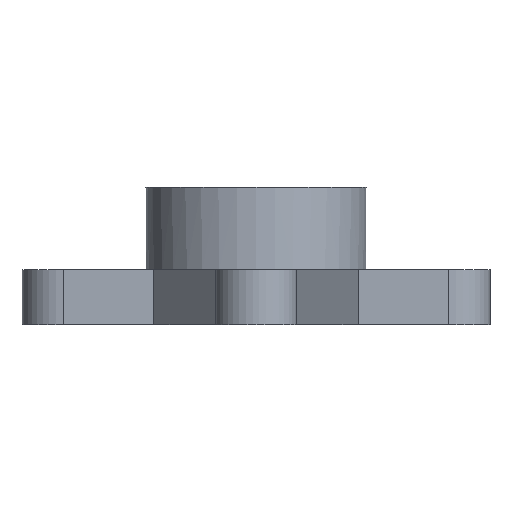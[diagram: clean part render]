
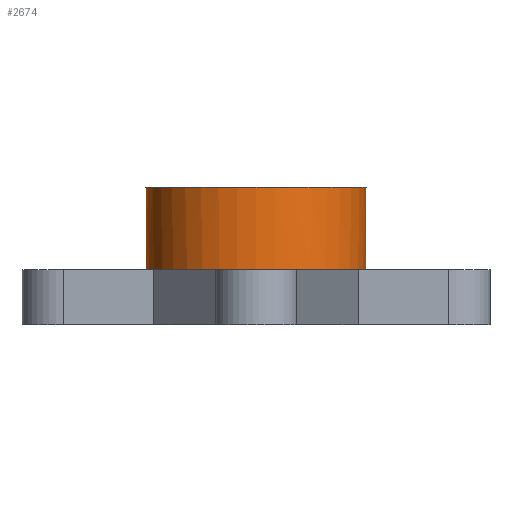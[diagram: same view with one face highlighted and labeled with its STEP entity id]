
A CAD part, left-side view. The second image highlights one B-rep face of the part: STEP entity #2674.
In plain terms, the highlighted cylindrical face has radius 4 mm (diameter 8 mm), a full revolution.
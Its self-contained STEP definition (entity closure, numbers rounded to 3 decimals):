
#84 = PLANE('',#85);
#85 = AXIS2_PLACEMENT_3D('',#86,#87,#88);
#86 = CARTESIAN_POINT('',(-15.24,1.481,2.));
#87 = DIRECTION('',(0.,0.,-1.));
#88 = DIRECTION('',(-1.,0.,0.));
#164 = VERTEX_POINT('',#165);
#165 = CARTESIAN_POINT('',(-1.5,3.708,2.));
#241 = VERTEX_POINT('',#242);
#242 = CARTESIAN_POINT('',(-1.5,-3.708,2.));
#1203 = EDGE_CURVE('',#241,#164,#1204,.T.);
#1204 = SURFACE_CURVE('',#1205,(#1210,#1217),.PCURVE_S1.);
#1205 = CIRCLE('',#1206,4.);
#1206 = AXIS2_PLACEMENT_3D('',#1207,#1208,#1209);
#1207 = CARTESIAN_POINT('',(0.,0.,2.));
#1208 = DIRECTION('',(0.,0.,-1.));
#1209 = DIRECTION('',(1.,0.,0.));
#1210 = PCURVE('',#84,#1211);
#1211 = DEFINITIONAL_REPRESENTATION('',(#1212),#1216);
#1212 = CIRCLE('',#1213,4.);
#1213 = AXIS2_PLACEMENT_2D('',#1214,#1215);
#1214 = CARTESIAN_POINT('',(-15.24,-1.481));
#1215 = DIRECTION('',(-1.,0.));
#1216 = ( GEOMETRIC_REPRESENTATION_CONTEXT(2) 
PARAMETRIC_REPRESENTATION_CONTEXT() REPRESENTATION_CONTEXT('2D SPACE',''
  ) );
#1217 = PCURVE('',#1218,#1223);
#1218 = CYLINDRICAL_SURFACE('',#1219,4.);
#1219 = AXIS2_PLACEMENT_3D('',#1220,#1221,#1222);
#1220 = CARTESIAN_POINT('',(0.,0.,0.));
#1221 = DIRECTION('',(-0.,-0.,-1.));
#1222 = DIRECTION('',(1.,0.,0.));
#1223 = DEFINITIONAL_REPRESENTATION('',(#1224),#1228);
#1224 = LINE('',#1225,#1226);
#1225 = CARTESIAN_POINT('',(-6.283,-2.));
#1226 = VECTOR('',#1227,1.);
#1227 = DIRECTION('',(1.,-0.));
#1228 = ( GEOMETRIC_REPRESENTATION_CONTEXT(2) 
PARAMETRIC_REPRESENTATION_CONTEXT() REPRESENTATION_CONTEXT('2D SPACE',''
  ) );
#1431 = PLANE('',#1432);
#1432 = AXIS2_PLACEMENT_3D('',#1433,#1434,#1435);
#1433 = CARTESIAN_POINT('',(-15.24,1.481,2.));
#1434 = DIRECTION('',(0.,0.,-1.));
#1435 = DIRECTION('',(-1.,0.,0.));
#1505 = PLANE('',#1506);
#1506 = AXIS2_PLACEMENT_3D('',#1507,#1508,#1509);
#1507 = CARTESIAN_POINT('',(-15.24,1.481,2.));
#1508 = DIRECTION('',(0.,0.,-1.));
#1509 = DIRECTION('',(-1.,0.,0.));
#1632 = VERTEX_POINT('',#1633);
#1633 = CARTESIAN_POINT('',(1.5,3.708,2.));
#1680 = VERTEX_POINT('',#1681);
#1681 = CARTESIAN_POINT('',(1.5,-3.708,2.));
#1745 = PLANE('',#1746);
#1746 = AXIS2_PLACEMENT_3D('',#1747,#1748,#1749);
#1747 = CARTESIAN_POINT('',(-15.24,1.481,2.));
#1748 = DIRECTION('',(0.,0.,-1.));
#1749 = DIRECTION('',(-1.,0.,0.));
#2674 = ADVANCED_FACE('',(#2675),#1218,.T.);
#2675 = FACE_BOUND('',#2676,.F.);
#2676 = EDGE_LOOP('',(#2677,#2701,#2724,#2755,#2756,#2778,#2800,#2801));
#2677 = ORIENTED_EDGE('',*,*,#2678,.T.);
#2678 = EDGE_CURVE('',#1632,#2679,#2681,.T.);
#2679 = VERTEX_POINT('',#2680);
#2680 = CARTESIAN_POINT('',(4.,0.,2.));
#2681 = SURFACE_CURVE('',#2682,(#2687,#2694),.PCURVE_S1.);
#2682 = CIRCLE('',#2683,4.);
#2683 = AXIS2_PLACEMENT_3D('',#2684,#2685,#2686);
#2684 = CARTESIAN_POINT('',(0.,0.,2.));
#2685 = DIRECTION('',(0.,0.,-1.));
#2686 = DIRECTION('',(1.,0.,0.));
#2687 = PCURVE('',#1218,#2688);
#2688 = DEFINITIONAL_REPRESENTATION('',(#2689),#2693);
#2689 = LINE('',#2690,#2691);
#2690 = CARTESIAN_POINT('',(-6.283,-2.));
#2691 = VECTOR('',#2692,1.);
#2692 = DIRECTION('',(1.,-0.));
#2693 = ( GEOMETRIC_REPRESENTATION_CONTEXT(2) 
PARAMETRIC_REPRESENTATION_CONTEXT() REPRESENTATION_CONTEXT('2D SPACE',''
  ) );
#2694 = PCURVE('',#1745,#2695);
#2695 = DEFINITIONAL_REPRESENTATION('',(#2696),#2700);
#2696 = CIRCLE('',#2697,4.);
#2697 = AXIS2_PLACEMENT_2D('',#2698,#2699);
#2698 = CARTESIAN_POINT('',(-15.24,-1.481));
#2699 = DIRECTION('',(-1.,0.));
#2700 = ( GEOMETRIC_REPRESENTATION_CONTEXT(2) 
PARAMETRIC_REPRESENTATION_CONTEXT() REPRESENTATION_CONTEXT('2D SPACE',''
  ) );
#2701 = ORIENTED_EDGE('',*,*,#2702,.T.);
#2702 = EDGE_CURVE('',#2679,#2703,#2705,.T.);
#2703 = VERTEX_POINT('',#2704);
#2704 = CARTESIAN_POINT('',(4.,0.,5.));
#2705 = SEAM_CURVE('',#2706,(#2710,#2717),.PCURVE_S1.);
#2706 = LINE('',#2707,#2708);
#2707 = CARTESIAN_POINT('',(4.,0.,0.));
#2708 = VECTOR('',#2709,1.);
#2709 = DIRECTION('',(0.,0.,1.));
#2710 = PCURVE('',#1218,#2711);
#2711 = DEFINITIONAL_REPRESENTATION('',(#2712),#2716);
#2712 = LINE('',#2713,#2714);
#2713 = CARTESIAN_POINT('',(-6.283,0.));
#2714 = VECTOR('',#2715,1.);
#2715 = DIRECTION('',(-0.,-1.));
#2716 = ( GEOMETRIC_REPRESENTATION_CONTEXT(2) 
PARAMETRIC_REPRESENTATION_CONTEXT() REPRESENTATION_CONTEXT('2D SPACE',''
  ) );
#2717 = PCURVE('',#1218,#2718);
#2718 = DEFINITIONAL_REPRESENTATION('',(#2719),#2723);
#2719 = LINE('',#2720,#2721);
#2720 = CARTESIAN_POINT('',(-0.,0.));
#2721 = VECTOR('',#2722,1.);
#2722 = DIRECTION('',(-0.,-1.));
#2723 = ( GEOMETRIC_REPRESENTATION_CONTEXT(2) 
PARAMETRIC_REPRESENTATION_CONTEXT() REPRESENTATION_CONTEXT('2D SPACE',''
  ) );
#2724 = ORIENTED_EDGE('',*,*,#2725,.T.);
#2725 = EDGE_CURVE('',#2703,#2703,#2726,.T.);
#2726 = SURFACE_CURVE('',#2727,(#2732,#2739),.PCURVE_S1.);
#2727 = CIRCLE('',#2728,4.);
#2728 = AXIS2_PLACEMENT_3D('',#2729,#2730,#2731);
#2729 = CARTESIAN_POINT('',(0.,0.,5.));
#2730 = DIRECTION('',(0.,0.,1.));
#2731 = DIRECTION('',(1.,0.,0.));
#2732 = PCURVE('',#1218,#2733);
#2733 = DEFINITIONAL_REPRESENTATION('',(#2734),#2738);
#2734 = LINE('',#2735,#2736);
#2735 = CARTESIAN_POINT('',(-0.,-5.));
#2736 = VECTOR('',#2737,1.);
#2737 = DIRECTION('',(-1.,0.));
#2738 = ( GEOMETRIC_REPRESENTATION_CONTEXT(2) 
PARAMETRIC_REPRESENTATION_CONTEXT() REPRESENTATION_CONTEXT('2D SPACE',''
  ) );
#2739 = PCURVE('',#2740,#2745);
#2740 = PLANE('',#2741);
#2741 = AXIS2_PLACEMENT_3D('',#2742,#2743,#2744);
#2742 = CARTESIAN_POINT('',(4.,0.,5.));
#2743 = DIRECTION('',(0.,0.,-1.));
#2744 = DIRECTION('',(-1.,0.,0.));
#2745 = DEFINITIONAL_REPRESENTATION('',(#2746),#2754);
#2746 = ( BOUNDED_CURVE() B_SPLINE_CURVE(2,(#2747,#2748,#2749,#2750,
#2751,#2752,#2753),.UNSPECIFIED.,.F.,.F.) B_SPLINE_CURVE_WITH_KNOTS((1,2
    ,2,2,2,1),(-2.094,0.,2.094,4.189,
6.283,8.378),.UNSPECIFIED.) CURVE() 
GEOMETRIC_REPRESENTATION_ITEM() RATIONAL_B_SPLINE_CURVE((1.,0.5,1.,0.5,
1.,0.5,1.)) REPRESENTATION_ITEM('') );
#2747 = CARTESIAN_POINT('',(0.,0.));
#2748 = CARTESIAN_POINT('',(0.,6.928));
#2749 = CARTESIAN_POINT('',(6.,3.464));
#2750 = CARTESIAN_POINT('',(12.,0.));
#2751 = CARTESIAN_POINT('',(6.,-3.464));
#2752 = CARTESIAN_POINT('',(0.,-6.928));
#2753 = CARTESIAN_POINT('',(0.,0.));
#2754 = ( GEOMETRIC_REPRESENTATION_CONTEXT(2) 
PARAMETRIC_REPRESENTATION_CONTEXT() REPRESENTATION_CONTEXT('2D SPACE',''
  ) );
#2755 = ORIENTED_EDGE('',*,*,#2702,.F.);
#2756 = ORIENTED_EDGE('',*,*,#2757,.T.);
#2757 = EDGE_CURVE('',#2679,#1680,#2758,.T.);
#2758 = SURFACE_CURVE('',#2759,(#2764,#2771),.PCURVE_S1.);
#2759 = CIRCLE('',#2760,4.);
#2760 = AXIS2_PLACEMENT_3D('',#2761,#2762,#2763);
#2761 = CARTESIAN_POINT('',(0.,0.,2.));
#2762 = DIRECTION('',(0.,0.,-1.));
#2763 = DIRECTION('',(1.,0.,0.));
#2764 = PCURVE('',#1218,#2765);
#2765 = DEFINITIONAL_REPRESENTATION('',(#2766),#2770);
#2766 = LINE('',#2767,#2768);
#2767 = CARTESIAN_POINT('',(-6.283,-2.));
#2768 = VECTOR('',#2769,1.);
#2769 = DIRECTION('',(1.,-0.));
#2770 = ( GEOMETRIC_REPRESENTATION_CONTEXT(2) 
PARAMETRIC_REPRESENTATION_CONTEXT() REPRESENTATION_CONTEXT('2D SPACE',''
  ) );
#2771 = PCURVE('',#1745,#2772);
#2772 = DEFINITIONAL_REPRESENTATION('',(#2773),#2777);
#2773 = CIRCLE('',#2774,4.);
#2774 = AXIS2_PLACEMENT_2D('',#2775,#2776);
#2775 = CARTESIAN_POINT('',(-15.24,-1.481));
#2776 = DIRECTION('',(-1.,0.));
#2777 = ( GEOMETRIC_REPRESENTATION_CONTEXT(2) 
PARAMETRIC_REPRESENTATION_CONTEXT() REPRESENTATION_CONTEXT('2D SPACE',''
  ) );
#2778 = ORIENTED_EDGE('',*,*,#2779,.T.);
#2779 = EDGE_CURVE('',#1680,#241,#2780,.T.);
#2780 = SURFACE_CURVE('',#2781,(#2786,#2793),.PCURVE_S1.);
#2781 = CIRCLE('',#2782,4.);
#2782 = AXIS2_PLACEMENT_3D('',#2783,#2784,#2785);
#2783 = CARTESIAN_POINT('',(0.,0.,2.));
#2784 = DIRECTION('',(0.,0.,-1.));
#2785 = DIRECTION('',(1.,0.,0.));
#2786 = PCURVE('',#1218,#2787);
#2787 = DEFINITIONAL_REPRESENTATION('',(#2788),#2792);
#2788 = LINE('',#2789,#2790);
#2789 = CARTESIAN_POINT('',(-6.283,-2.));
#2790 = VECTOR('',#2791,1.);
#2791 = DIRECTION('',(1.,-0.));
#2792 = ( GEOMETRIC_REPRESENTATION_CONTEXT(2) 
PARAMETRIC_REPRESENTATION_CONTEXT() REPRESENTATION_CONTEXT('2D SPACE',''
  ) );
#2793 = PCURVE('',#1505,#2794);
#2794 = DEFINITIONAL_REPRESENTATION('',(#2795),#2799);
#2795 = CIRCLE('',#2796,4.);
#2796 = AXIS2_PLACEMENT_2D('',#2797,#2798);
#2797 = CARTESIAN_POINT('',(-15.24,-1.481));
#2798 = DIRECTION('',(-1.,0.));
#2799 = ( GEOMETRIC_REPRESENTATION_CONTEXT(2) 
PARAMETRIC_REPRESENTATION_CONTEXT() REPRESENTATION_CONTEXT('2D SPACE',''
  ) );
#2800 = ORIENTED_EDGE('',*,*,#1203,.T.);
#2801 = ORIENTED_EDGE('',*,*,#2802,.T.);
#2802 = EDGE_CURVE('',#164,#1632,#2803,.T.);
#2803 = SURFACE_CURVE('',#2804,(#2809,#2816),.PCURVE_S1.);
#2804 = CIRCLE('',#2805,4.);
#2805 = AXIS2_PLACEMENT_3D('',#2806,#2807,#2808);
#2806 = CARTESIAN_POINT('',(0.,0.,2.));
#2807 = DIRECTION('',(0.,0.,-1.));
#2808 = DIRECTION('',(1.,0.,0.));
#2809 = PCURVE('',#1218,#2810);
#2810 = DEFINITIONAL_REPRESENTATION('',(#2811),#2815);
#2811 = LINE('',#2812,#2813);
#2812 = CARTESIAN_POINT('',(-6.283,-2.));
#2813 = VECTOR('',#2814,1.);
#2814 = DIRECTION('',(1.,-0.));
#2815 = ( GEOMETRIC_REPRESENTATION_CONTEXT(2) 
PARAMETRIC_REPRESENTATION_CONTEXT() REPRESENTATION_CONTEXT('2D SPACE',''
  ) );
#2816 = PCURVE('',#1431,#2817);
#2817 = DEFINITIONAL_REPRESENTATION('',(#2818),#2822);
#2818 = CIRCLE('',#2819,4.);
#2819 = AXIS2_PLACEMENT_2D('',#2820,#2821);
#2820 = CARTESIAN_POINT('',(-15.24,-1.481));
#2821 = DIRECTION('',(-1.,0.));
#2822 = ( GEOMETRIC_REPRESENTATION_CONTEXT(2) 
PARAMETRIC_REPRESENTATION_CONTEXT() REPRESENTATION_CONTEXT('2D SPACE',''
  ) );
